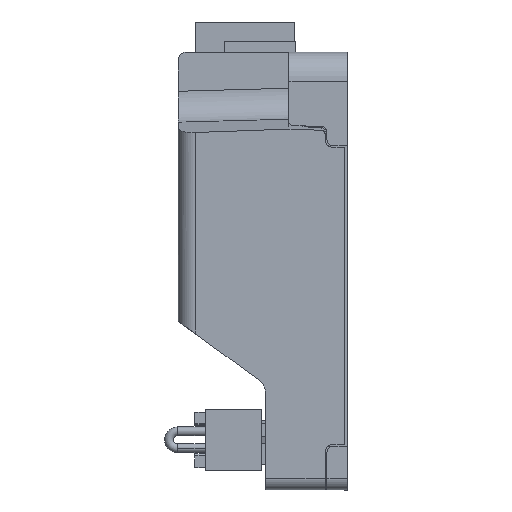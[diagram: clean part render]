
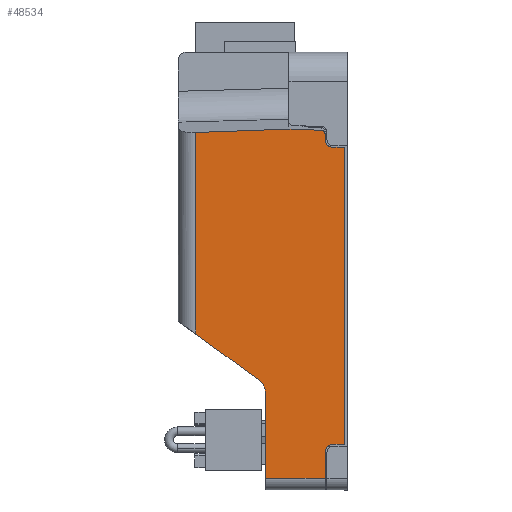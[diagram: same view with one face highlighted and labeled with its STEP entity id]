
A CAD part, left-side view. The second image highlights one B-rep face of the part: STEP entity #48534.
In plain terms, the highlighted planar face has unit normal (-1, 0, 0).
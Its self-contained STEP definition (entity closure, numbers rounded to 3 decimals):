
#332 = CARTESIAN_POINT ( 'NONE',  ( -32.5, 3.8, 0. ) ) ;
#491 = ORIENTED_EDGE ( 'NONE', *, *, #8502, .F. ) ;
#801 = CARTESIAN_POINT ( 'NONE',  ( -32.5, 29., 24.313 ) ) ;
#1272 = EDGE_CURVE ( 'NONE', #13654, #43851, #47473, .T. ) ;
#1531 = CARTESIAN_POINT ( 'NONE',  ( -32.5, 15.237, -18.602 ) ) ;
#1737 = LINE ( 'NONE', #11071, #40382 ) ;
#1915 = CARTESIAN_POINT ( 'NONE',  ( -32.5, 10., 24.313 ) ) ;
#2258 = VERTEX_POINT ( 'NONE', #29778 ) ;
#3214 = CARTESIAN_POINT ( 'NONE',  ( -32.5, 14., 24.313 ) ) ;
#3436 = EDGE_CURVE ( 'NONE', #43851, #16944, #22889, .T. ) ;
#3681 = DIRECTION ( 'NONE',  ( 0., 0., 1. ) ) ;
#3780 = DIRECTION ( 'NONE',  ( 0., 1., 0. ) ) ;
#3932 = DIRECTION ( 'NONE',  ( 0., -1., 0. ) ) ;
#4098 = DIRECTION ( 'NONE',  ( 0., 0., -1. ) ) ;
#4219 = LINE ( 'NONE', #332, #6699 ) ;
#4627 = VERTEX_POINT ( 'NONE', #22534 ) ;
#4687 = LINE ( 'NONE', #45148, #38376 ) ;
#5373 = CARTESIAN_POINT ( 'NONE',  ( -32.5, 3.8, 23.389 ) ) ;
#5825 = DIRECTION ( 'NONE',  ( 0., 0.809, 0.588 ) ) ;
#6699 = VECTOR ( 'NONE', #31685, 1000. ) ;
#7148 = VERTEX_POINT ( 'NONE', #27267 ) ;
#7236 = ORIENTED_EDGE ( 'NONE', *, *, #47148, .F. ) ;
#8502 = EDGE_CURVE ( 'NONE', #19058, #19416, #13946, .T. ) ;
#9045 = VERTEX_POINT ( 'NONE', #39234 ) ;
#9314 = DIRECTION ( 'NONE',  ( 1., 0., 0. ) ) ;
#9467 = ORIENTED_EDGE ( 'NONE', *, *, #3436, .F. ) ;
#9891 = ORIENTED_EDGE ( 'NONE', *, *, #20527, .T. ) ;
#10022 = ORIENTED_EDGE ( 'NONE', *, *, #43194, .T. ) ;
#10618 = DIRECTION ( 'NONE',  ( 0., 0., 1. ) ) ;
#10844 = AXIS2_PLACEMENT_3D ( 'NONE', #801, #32170, #20698 ) ;
#11019 = ORIENTED_EDGE ( 'NONE', *, *, #49957, .F. ) ;
#11065 = DIRECTION ( 'NONE',  ( -1., 0., 0. ) ) ;
#11071 = CARTESIAN_POINT ( 'NONE',  ( -32.5, 0.5, 0. ) ) ;
#12015 = VECTOR ( 'NONE', #40288, 1000. ) ;
#12279 = VECTOR ( 'NONE', #19384, 1000. ) ;
#12395 = ORIENTED_EDGE ( 'NONE', *, *, #43893, .F. ) ;
#13229 = DIRECTION ( 'NONE',  ( 0., 0., 1. ) ) ;
#13654 = VERTEX_POINT ( 'NONE', #42823 ) ;
#13946 =( BOUNDED_CURVE ( )  B_SPLINE_CURVE ( 3, ( #31094, #14980, #15487, #42368 ),
 .UNSPECIFIED., .F., .F. ) 
 B_SPLINE_CURVE_WITH_KNOTS ( ( 4, 4 ),
 ( 3.176, 4.712 ),
 .UNSPECIFIED. ) 
 CURVE ( )  GEOMETRIC_REPRESENTATION_ITEM ( )  RATIONAL_B_SPLINE_CURVE ( ( 1., 0.813, 0.813, 1. ) ) 
 REPRESENTATION_ITEM ( '' )  );
#14434 = CARTESIAN_POINT ( 'NONE',  ( -32.5, 2.5, 22.5 ) ) ;
#14967 = VERTEX_POINT ( 'NONE', #1915 ) ;
#14980 = CARTESIAN_POINT ( 'NONE',  ( -32.5, 4.077, 24.099 ) ) ;
#15203 = EDGE_CURVE ( 'NONE', #14967, #19058, #23318, .T. ) ;
#15215 = CIRCLE ( 'NONE', #34987, 1.3 ) ;
#15315 = EDGE_CURVE ( 'NONE', #4627, #2258, #21504, .T. ) ;
#15487 = CARTESIAN_POINT ( 'NONE',  ( -32.5, 3.8, 23.802 ) ) ;
#16902 = PLANE ( 'NONE',  #10844 ) ;
#16944 = VERTEX_POINT ( 'NONE', #31681 ) ;
#17153 = ORIENTED_EDGE ( 'NONE', *, *, #38106, .F. ) ;
#17782 = VERTEX_POINT ( 'NONE', #34419 ) ;
#18563 = VECTOR ( 'NONE', #37155, 1000. ) ;
#18588 = VECTOR ( 'NONE', #5825, 1000. ) ;
#18600 = CARTESIAN_POINT ( 'NONE',  ( -32.5, 17., -21.029 ) ) ;
#19058 = VERTEX_POINT ( 'NONE', #38267 ) ;
#19384 = DIRECTION ( 'NONE',  ( 0., -0.999, -0.036 ) ) ;
#19416 = VERTEX_POINT ( 'NONE', #5373 ) ;
#19778 = VERTEX_POINT ( 'NONE', #27733 ) ;
#20260 = VECTOR ( 'NONE', #3780, 1000. ) ;
#20389 = CARTESIAN_POINT ( 'NONE',  ( -32.5, 15.237, -18.602 ) ) ;
#20527 = EDGE_CURVE ( 'NONE', #7148, #22656, #41847, .T. ) ;
#20698 = DIRECTION ( 'NONE',  ( 0., 0., -1. ) ) ;
#20844 = VERTEX_POINT ( 'NONE', #27115 ) ;
#21504 = LINE ( 'NONE', #47071, #20260 ) ;
#22029 = DIRECTION ( 'NONE',  ( 1., 0., 0. ) ) ;
#22534 = CARTESIAN_POINT ( 'NONE',  ( -32.5, 0.5, 21.2 ) ) ;
#22656 = VERTEX_POINT ( 'NONE', #42414 ) ;
#22889 = LINE ( 'NONE', #1531, #18588 ) ;
#23083 = VECTOR ( 'NONE', #10618, 1000. ) ;
#23318 = LINE ( 'NONE', #23681, #12279 ) ;
#23681 = CARTESIAN_POINT ( 'NONE',  ( -32.5, 10., 24.313 ) ) ;
#24329 = LINE ( 'NONE', #3214, #23083 ) ;
#25145 = VECTOR ( 'NONE', #3932, 1000. ) ;
#27015 = EDGE_LOOP ( 'NONE', ( #43228, #39527, #7236, #9467, #48278, #17153, #11019, #39386, #9891, #39775, #10022, #46973, #48096, #12395, #491 ) ) ;
#27115 = CARTESIAN_POINT ( 'NONE',  ( -32.5, 0.5, -29.7 ) ) ;
#27267 = CARTESIAN_POINT ( 'NONE',  ( -32.5, 3.8, -31. ) ) ;
#27547 = LINE ( 'NONE', #32034, #34250 ) ;
#27733 = CARTESIAN_POINT ( 'NONE',  ( -32.5, 14., -35.5 ) ) ;
#29778 = CARTESIAN_POINT ( 'NONE',  ( -32.5, 2.5, 21.2 ) ) ;
#30381 = CARTESIAN_POINT ( 'NONE',  ( -32.5, 26., 23.735 ) ) ;
#31094 = CARTESIAN_POINT ( 'NONE',  ( -32.5, 4.476, 24.114 ) ) ;
#31681 = CARTESIAN_POINT ( 'NONE',  ( -32.5, 26., -10.781 ) ) ;
#31685 = DIRECTION ( 'NONE',  ( 0., 0., -1. ) ) ;
#32034 = CARTESIAN_POINT ( 'NONE',  ( -32.5, 3.8, 0. ) ) ;
#32170 = DIRECTION ( 'NONE',  ( 1., 0., 0. ) ) ;
#34250 = VECTOR ( 'NONE', #4098, 1000. ) ;
#34328 = FACE_OUTER_BOUND ( 'NONE', #27015, .T. ) ;
#34419 = CARTESIAN_POINT ( 'NONE',  ( -32.5, 3.8, -35.5 ) ) ;
#34668 = VERTEX_POINT ( 'NONE', #48977 ) ;
#34987 = AXIS2_PLACEMENT_3D ( 'NONE', #14434, #22029, #37559 ) ;
#35336 = LINE ( 'NONE', #30381, #12015 ) ;
#36134 = EDGE_CURVE ( 'NONE', #2258, #34668, #15215, .T. ) ;
#36207 = AXIS2_PLACEMENT_3D ( 'NONE', #18600, #11065, #49865 ) ;
#36619 = DIRECTION ( 'NONE',  ( 0., 1., 0. ) ) ;
#37155 = DIRECTION ( 'NONE',  ( 0., 0., 1. ) ) ;
#37559 = DIRECTION ( 'NONE',  ( 0., 0., -1. ) ) ;
#37662 = CARTESIAN_POINT ( 'NONE',  ( -32.5, 26., 24.313 ) ) ;
#37968 = LINE ( 'NONE', #38704, #25145 ) ;
#38106 = EDGE_CURVE ( 'NONE', #19778, #13654, #24329, .T. ) ;
#38267 = CARTESIAN_POINT ( 'NONE',  ( -32.5, 4.476, 24.114 ) ) ;
#38376 = VECTOR ( 'NONE', #36619, 1000. ) ;
#38704 = CARTESIAN_POINT ( 'NONE',  ( -32.5, 3.8, -29.7 ) ) ;
#39234 = CARTESIAN_POINT ( 'NONE',  ( -32.5, 26., 23.735 ) ) ;
#39386 = ORIENTED_EDGE ( 'NONE', *, *, #43818, .F. ) ;
#39527 = ORIENTED_EDGE ( 'NONE', *, *, #49122, .F. ) ;
#39775 = ORIENTED_EDGE ( 'NONE', *, *, #43710, .T. ) ;
#40288 = DIRECTION ( 'NONE',  ( 0., -0.999, 0.036 ) ) ;
#40382 = VECTOR ( 'NONE', #3681, 1000. ) ;
#40805 = CARTESIAN_POINT ( 'NONE',  ( -32.5, 2.5, -31. ) ) ;
#41847 = CIRCLE ( 'NONE', #45535, 1.3 ) ;
#42368 = CARTESIAN_POINT ( 'NONE',  ( -32.5, 3.8, 23.389 ) ) ;
#42414 = CARTESIAN_POINT ( 'NONE',  ( -32.5, 2.5, -29.7 ) ) ;
#42823 = CARTESIAN_POINT ( 'NONE',  ( -32.5, 14., -21.029 ) ) ;
#43194 = EDGE_CURVE ( 'NONE', #20844, #4627, #1737, .T. ) ;
#43228 = ORIENTED_EDGE ( 'NONE', *, *, #15203, .F. ) ;
#43710 = EDGE_CURVE ( 'NONE', #22656, #20844, #37968, .T. ) ;
#43818 = EDGE_CURVE ( 'NONE', #7148, #17782, #4219, .T. ) ;
#43851 = VERTEX_POINT ( 'NONE', #20389 ) ;
#43893 = EDGE_CURVE ( 'NONE', #19416, #34668, #27547, .T. ) ;
#45148 = CARTESIAN_POINT ( 'NONE',  ( -32.5, 29., -35.5 ) ) ;
#45535 = AXIS2_PLACEMENT_3D ( 'NONE', #40805, #9314, #13229 ) ;
#46973 = ORIENTED_EDGE ( 'NONE', *, *, #15315, .T. ) ;
#47071 = CARTESIAN_POINT ( 'NONE',  ( -32.5, 3.8, 21.2 ) ) ;
#47148 = EDGE_CURVE ( 'NONE', #16944, #9045, #48531, .T. ) ;
#47473 = CIRCLE ( 'NONE', #36207, 3. ) ;
#48096 = ORIENTED_EDGE ( 'NONE', *, *, #36134, .T. ) ;
#48278 = ORIENTED_EDGE ( 'NONE', *, *, #1272, .F. ) ;
#48531 = LINE ( 'NONE', #37662, #18563 ) ;
#48534 = ADVANCED_FACE ( 'NONE', ( #34328 ), #16902, .F. ) ;
#48977 = CARTESIAN_POINT ( 'NONE',  ( -32.5, 3.8, 22.5 ) ) ;
#49122 = EDGE_CURVE ( 'NONE', #9045, #14967, #35336, .T. ) ;
#49865 = DIRECTION ( 'NONE',  ( 0., 0., -1. ) ) ;
#49957 = EDGE_CURVE ( 'NONE', #17782, #19778, #4687, .T. ) ;
